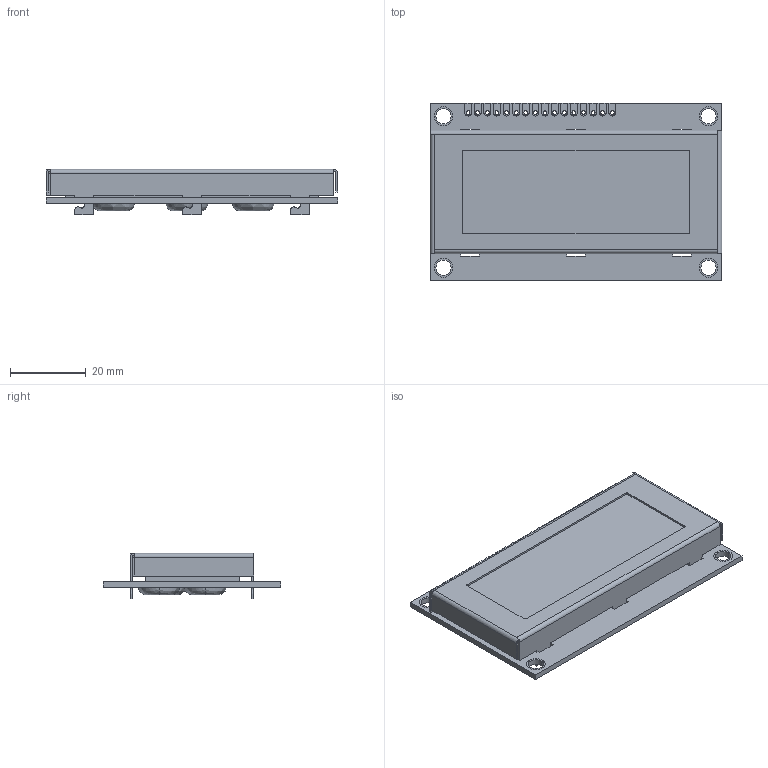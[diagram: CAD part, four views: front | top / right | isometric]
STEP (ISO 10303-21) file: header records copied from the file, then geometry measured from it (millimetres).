
FILE_DESCRIPTION (( 'STEP AP214' ), '1' );
FILE_NAME ('User Library-WH2004D.STEP', '2019-06-14T22:02:50', ( '' ), ( '' ), 'SwSTEP 2.0', 'SolidWorks 2019', '' );
FILE_SCHEMA (( 'AUTOMOTIVE_DESIGN' ));
Length unit declared in the file: millimetre
Products named in the file (1): User Library-WH2004D
Bounding box: 77 x 47 x 12 mm (x, y, z)
Volume: 17957 mm3; surface area: 17796.4 mm2
Topology: 3 solids, 3 shells, 551 faces, 1541 edges, 1014 vertices
Faces by surface type: plane 311, cylinder 138, bspline 102
Entity records: 24058 total; most frequent: CARTESIAN_POINT 4079, ORIENTED_EDGE 3082, DIRECTION 2531, EDGE_CURVE 1541, VECTOR 1055, LINE 1055, VERTEX_POINT 1014, AXIS2_PLACEMENT_3D 738
